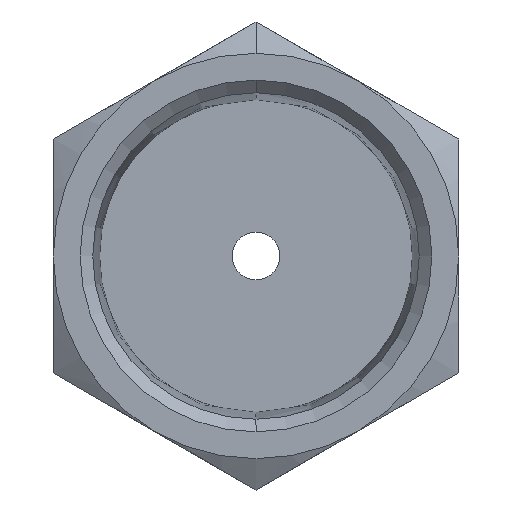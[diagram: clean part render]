
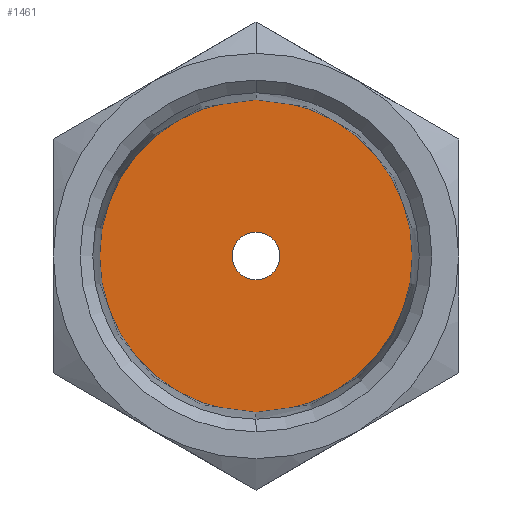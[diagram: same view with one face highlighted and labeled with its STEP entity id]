
A CAD part, front view. The second image highlights one B-rep face of the part: STEP entity #1461.
In plain terms, the highlighted planar face has unit normal (0, -1, 0).
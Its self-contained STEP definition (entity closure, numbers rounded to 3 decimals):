
#3 = VERTEX_POINT ( 'NONE', #316 ) ;
#29 = CIRCLE ( 'NONE', #1391, 6.557 ) ;
#68 = CARTESIAN_POINT ( 'NONE',  ( 0., -18.98, 0. ) ) ;
#73 = DIRECTION ( 'NONE',  ( 0., -1., 0. ) ) ;
#78 = DIRECTION ( 'NONE',  ( 0., 0., 1. ) ) ;
#149 = DIRECTION ( 'NONE',  ( 0., 1., 0. ) ) ;
#208 = CARTESIAN_POINT ( 'NONE',  ( 0., -18.98, 0. ) ) ;
#314 = CIRCLE ( 'NONE', #1223, 1. ) ;
#316 = CARTESIAN_POINT ( 'NONE',  ( 0., -18.98, -1. ) ) ;
#392 = EDGE_CURVE ( 'NONE', #1390, #710, #1418, .T. ) ;
#398 = DIRECTION ( 'NONE',  ( 0., 1., 0. ) ) ;
#436 = ORIENTED_EDGE ( 'NONE', *, *, #1013, .F. ) ;
#485 = DIRECTION ( 'NONE',  ( 0., 1., 0. ) ) ;
#509 = AXIS2_PLACEMENT_3D ( 'NONE', #208, #789, #672 ) ;
#592 = EDGE_CURVE ( 'NONE', #3, #1308, #1102, .T. ) ;
#597 = CARTESIAN_POINT ( 'NONE',  ( 0., -18.98, 1. ) ) ;
#672 = DIRECTION ( 'NONE',  ( 0., 0., 1. ) ) ;
#693 = AXIS2_PLACEMENT_3D ( 'NONE', #733, #398, #1446 ) ;
#710 = VERTEX_POINT ( 'NONE', #814 ) ;
#732 = AXIS2_PLACEMENT_3D ( 'NONE', #1252, #485, #897 ) ;
#733 = CARTESIAN_POINT ( 'NONE',  ( 0., -18.98, 0. ) ) ;
#744 = EDGE_LOOP ( 'NONE', ( #782, #930 ) ) ;
#782 = ORIENTED_EDGE ( 'NONE', *, *, #970, .F. ) ;
#789 = DIRECTION ( 'NONE',  ( 0., -1., 0. ) ) ;
#814 = CARTESIAN_POINT ( 'NONE',  ( 0., -18.98, 6.557 ) ) ;
#858 = ORIENTED_EDGE ( 'NONE', *, *, #392, .F. ) ;
#897 = DIRECTION ( 'NONE',  ( 0., 0., 1. ) ) ;
#916 = FACE_OUTER_BOUND ( 'NONE', #1116, .T. ) ;
#930 = ORIENTED_EDGE ( 'NONE', *, *, #592, .F. ) ;
#970 = EDGE_CURVE ( 'NONE', #1308, #3, #314, .T. ) ;
#1013 = EDGE_CURVE ( 'NONE', #710, #1390, #29, .T. ) ;
#1102 = CIRCLE ( 'NONE', #509, 1. ) ;
#1116 = EDGE_LOOP ( 'NONE', ( #436, #858 ) ) ;
#1144 = CARTESIAN_POINT ( 'NONE',  ( 0., -18.98, 0. ) ) ;
#1184 = DIRECTION ( 'NONE',  ( 0., 0., 1. ) ) ;
#1223 = AXIS2_PLACEMENT_3D ( 'NONE', #68, #73, #78 ) ;
#1252 = CARTESIAN_POINT ( 'NONE',  ( 0., -18.98, 0. ) ) ;
#1308 = VERTEX_POINT ( 'NONE', #597 ) ;
#1390 = VERTEX_POINT ( 'NONE', #1420 ) ;
#1391 = AXIS2_PLACEMENT_3D ( 'NONE', #1144, #149, #1184 ) ;
#1399 = FACE_BOUND ( 'NONE', #744, .T. ) ;
#1411 = PLANE ( 'NONE',  #693 ) ;
#1418 = CIRCLE ( 'NONE', #732, 6.557 ) ;
#1420 = CARTESIAN_POINT ( 'NONE',  ( 0., -18.98, -6.557 ) ) ;
#1446 = DIRECTION ( 'NONE',  ( 0., 0., 1. ) ) ;
#1461 = ADVANCED_FACE ( 'NONE', ( #1399, #916 ), #1411, .F. ) ;
